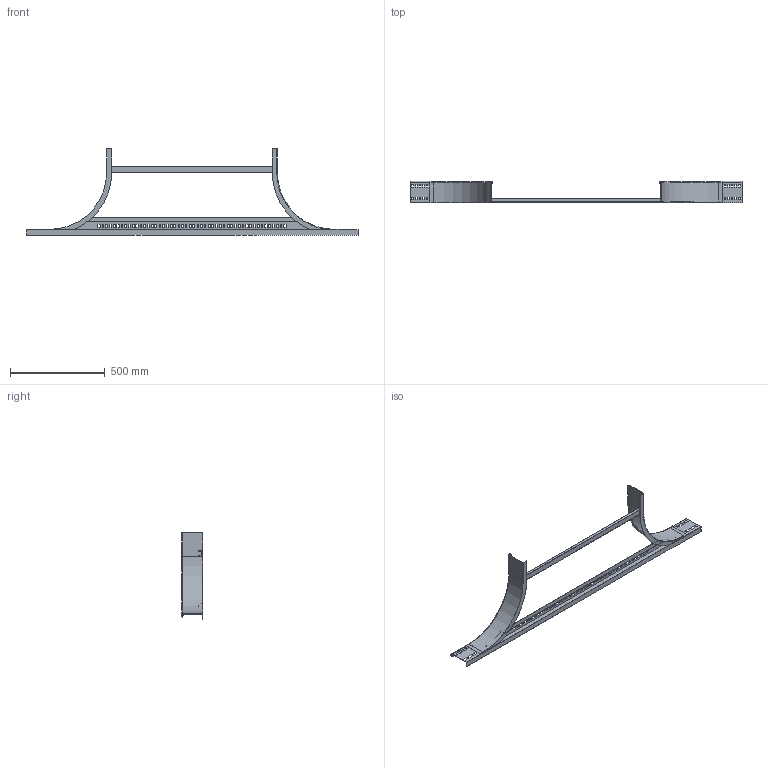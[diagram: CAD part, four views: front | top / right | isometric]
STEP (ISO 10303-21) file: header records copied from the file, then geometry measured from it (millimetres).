
FILE_DESCRIPTION (( 'STEP AP214' ), '1' );
FILE_NAME ('6225966.stp', '2017-03-27T10:50:40', ( '' ), ( '' ), 'SwSTEP 2.0', 'SolidWorks 2016', '' );
FILE_SCHEMA (( 'AUTOMOTIVE_DESIGN' ));
Length unit declared in the file: millimetre
Products named in the file (5): 091261_Innenholm 110xR300 li; 087898_St》zprofil f〉 R300 NB900; 082108_L893; 091261_Innenholm 110xR300 re; 6225966
Assembly tree (4 placements, depth 2):
  6225966
    091261_Innenholm 110xR300 re
    082108_L893
    087898_St》zprofil f〉 R300 NB900
    091261_Innenholm 110xR300 li
Bounding box: 1750 x 115 x 456.2 mm (x, y, z)
Volume: 895005.1 mm3; surface area: 920198.5 mm2
Topology: 4 solids, 4 shells, 495 faces, 1426 edges, 939 vertices
Faces by surface type: plane 374, cylinder 109, torus 6, bspline 6
Entity records: 17276 total; most frequent: CARTESIAN_POINT 3675, ORIENTED_EDGE 2852, DIRECTION 2612, EDGE_CURVE 1426, LINE 1180, VECTOR 1180, VERTEX_POINT 939, AXIS2_PLACEMENT_3D 716
